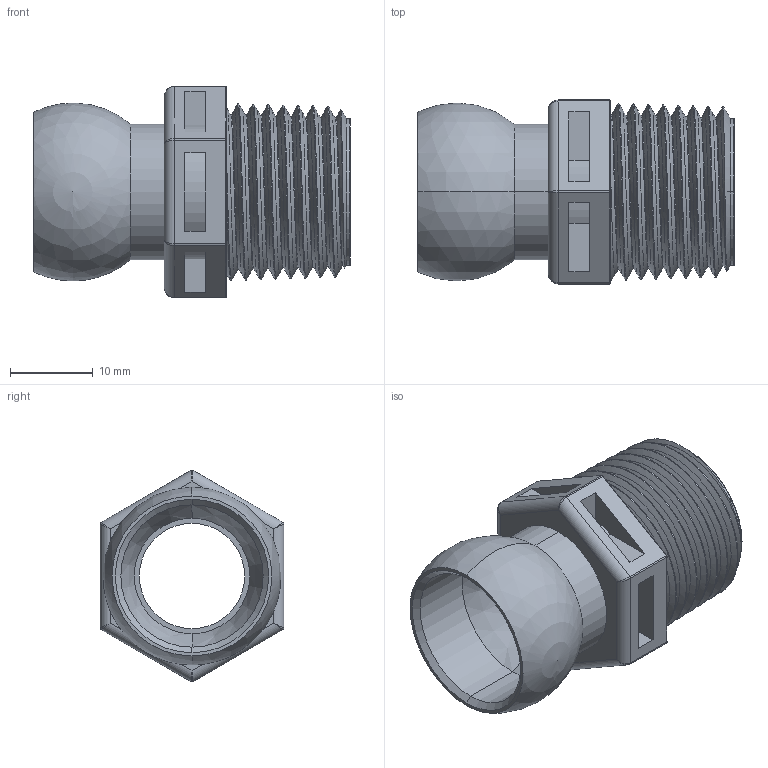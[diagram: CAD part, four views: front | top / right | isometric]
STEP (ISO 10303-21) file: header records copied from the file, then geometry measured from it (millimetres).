
FILE_DESCRIPTION (( 'STEP AP203' ), '1' );
FILE_NAME ('1-2 x1-2 NPT.STEP', '2005-02-04T23:53:20', ( 'mark lockwood' ), ( 'lockwood products inc.' ), 'SwSTEP 2.0', 'SolidWorks 2004146', '' );
FILE_SCHEMA (( 'CONFIG_CONTROL_DESIGN' ));
Length unit declared in the file: inch
Products named in the file (1): 1-2 x1-2 NPT
Bounding box: 38.28 x 22.23 x 25.59 mm (x, y, z)
Volume: 5264.6 mm3; surface area: 5858.5 mm2
Topology: 1 solids, 1 shells, 97 faces, 228 edges, 134 vertices
Faces by surface type: plane 35, cylinder 31, bspline 12, torus 9, cone 8, sphere 2
Entity records: 10094 total; most frequent: CARTESIAN_POINT 7912, ORIENTED_EDGE 434, DIRECTION 431, EDGE_CURVE 217, AXIS2_PLACEMENT_3D 160, VERTEX_POINT 131, LINE 111, VECTOR 111
